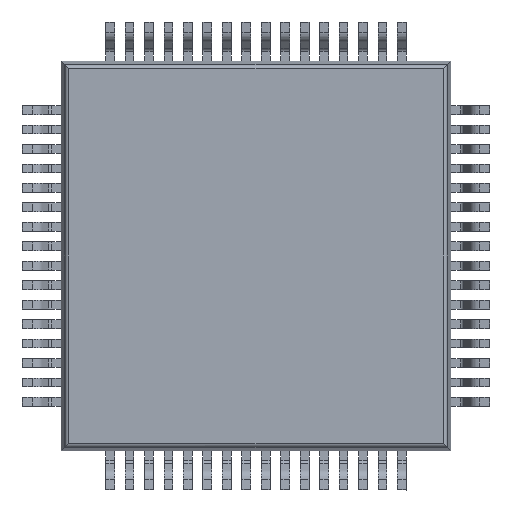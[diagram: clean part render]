
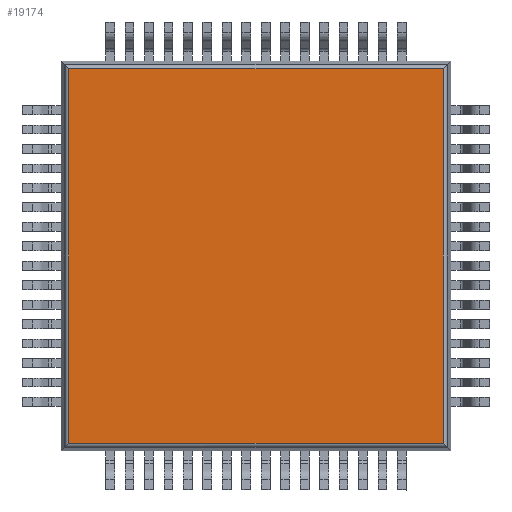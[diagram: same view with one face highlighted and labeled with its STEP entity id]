
A CAD part, front view. The second image highlights one B-rep face of the part: STEP entity #19174.
In plain terms, the highlighted planar face has unit normal (0, -1, 0).
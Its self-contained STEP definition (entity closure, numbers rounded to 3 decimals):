
#2501=VERTEX_POINT('',#27272);
#2502=VERTEX_POINT('',#27273);
#2503=VERTEX_POINT('',#27275);
#2504=VERTEX_POINT('',#27277);
#4318=VECTOR('',#21429,1.);
#4319=VECTOR('',#21430,1.);
#4320=VECTOR('',#21431,1.);
#4321=VECTOR('',#21432,1.);
#6527=LINE('',#27271,#4318);
#6528=LINE('',#27274,#4319);
#6529=LINE('',#27276,#4320);
#6530=LINE('',#27278,#4321);
#8875=EDGE_CURVE('',#2501,#2502,#6527,.T.);
#8876=EDGE_CURVE('',#2502,#2503,#6528,.T.);
#8877=EDGE_CURVE('',#2503,#2504,#6529,.T.);
#8878=EDGE_CURVE('',#2504,#2501,#6530,.T.);
#12136=ORIENTED_EDGE('',*,*,#8875,.T.);
#12137=ORIENTED_EDGE('',*,*,#8876,.T.);
#12138=ORIENTED_EDGE('',*,*,#8877,.T.);
#12139=ORIENTED_EDGE('',*,*,#8878,.T.);
#17040=EDGE_LOOP('',(#12136,#12137,#12138,#12139));
#18113=FACE_BOUND('',#17040,.T.);
#19174=ADVANCED_FACE('',(#18113),#20165,.T.);
#20165=PLANE('',#31787);
#21428=DIRECTION('',(0.,-1.,0.));
#21429=DIRECTION('',(0.,0.,-1.));
#21430=DIRECTION('',(1.,0.,0.));
#21431=DIRECTION('',(0.,0.,1.));
#21432=DIRECTION('',(-1.,0.,0.));
#27270=CARTESIAN_POINT('',(-5.,0.15,-5.));
#27271=CARTESIAN_POINT('',(-4.813,0.15,-5.));
#27272=CARTESIAN_POINT('',(-4.813,0.15,4.813));
#27273=CARTESIAN_POINT('',(-4.813,0.15,-4.813));
#27274=CARTESIAN_POINT('',(-5.,0.15,-4.813));
#27275=CARTESIAN_POINT('',(4.813,0.15,-4.813));
#27276=CARTESIAN_POINT('',(4.813,0.15,-5.));
#27277=CARTESIAN_POINT('',(4.813,0.15,4.813));
#27278=CARTESIAN_POINT('',(-5.,0.15,4.813));
#31787=AXIS2_PLACEMENT_3D('',#27270,#21428,$);
